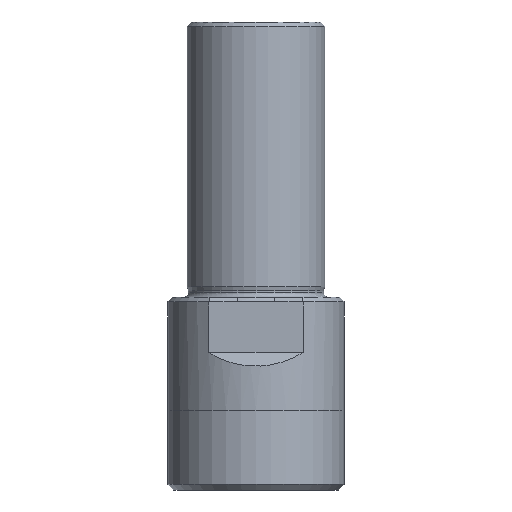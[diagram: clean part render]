
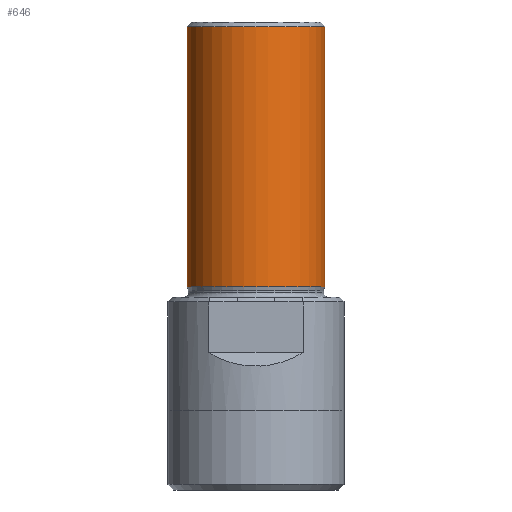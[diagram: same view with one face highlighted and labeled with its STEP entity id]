
A CAD part, front view. The second image highlights one B-rep face of the part: STEP entity #646.
In plain terms, the highlighted cylindrical face has radius 12.5 mm (diameter 25 mm), a full revolution.
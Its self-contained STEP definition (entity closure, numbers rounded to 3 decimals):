
#50=CYLINDRICAL_SURFACE('',#700,12.5);
#124=ORIENTED_EDGE('',*,*,#215,.T.);
#125=ORIENTED_EDGE('',*,*,#208,.T.);
#208=EDGE_CURVE('',#255,#255,#282,.T.);
#215=EDGE_CURVE('',#260,#260,#287,.T.);
#255=VERTEX_POINT('',#919);
#260=VERTEX_POINT('',#943);
#282=CIRCLE('',#692,12.5);
#287=CIRCLE('',#701,12.5);
#315=EDGE_LOOP('',(#124));
#316=EDGE_LOOP('',(#125));
#365=FACE_BOUND('',#315,.T.);
#366=FACE_BOUND('',#316,.T.);
#646=ADVANCED_FACE('',(#365,#366),#50,.T.);
#692=AXIS2_PLACEMENT_3D('',#918,#778,#779);
#700=AXIS2_PLACEMENT_3D('',#941,#794,#795);
#701=AXIS2_PLACEMENT_3D('',#942,#796,#797);
#778=DIRECTION('',(0.,0.,1.));
#779=DIRECTION('',(1.,0.,0.));
#794=DIRECTION('',(0.,0.,1.));
#795=DIRECTION('',(1.,0.,0.));
#796=DIRECTION('',(0.,0.,-1.));
#797=DIRECTION('',(-1.,0.,0.));
#918=CARTESIAN_POINT('',(0.,0.,48.94));
#919=CARTESIAN_POINT('',(12.5,0.,48.94));
#941=CARTESIAN_POINT('',(0.,0.,30.431));
#942=CARTESIAN_POINT('',(0.,0.,96.15));
#943=CARTESIAN_POINT('',(-12.5,0.,96.15));
